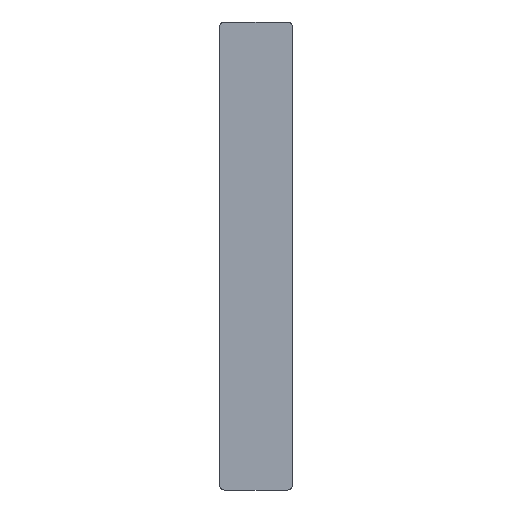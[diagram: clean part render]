
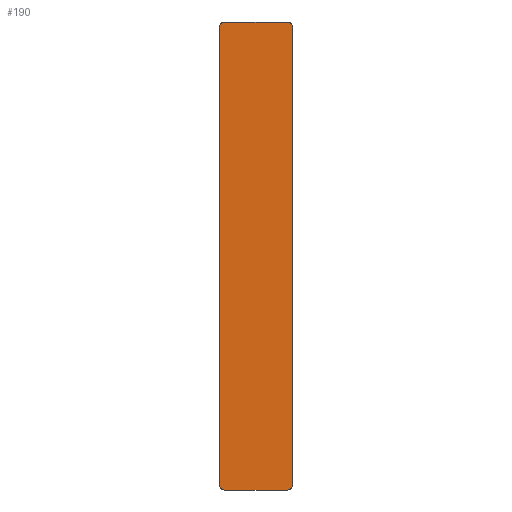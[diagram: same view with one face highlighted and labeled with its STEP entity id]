
A CAD part, left-side view. The second image highlights one B-rep face of the part: STEP entity #190.
In plain terms, the highlighted planar face has unit normal (-1, 0, 0).
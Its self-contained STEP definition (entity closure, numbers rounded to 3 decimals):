
#5 = DIRECTION ( 'NONE',  ( -1., 0., 0. ) ) ;
#10 = VECTOR ( 'NONE', #281, 1000. ) ;
#13 = CARTESIAN_POINT ( 'NONE',  ( -164.666, 0., 0. ) ) ;
#23 = VECTOR ( 'NONE', #360, 1000. ) ;
#29 = VERTEX_POINT ( 'NONE', #376 ) ;
#30 = AXIS2_PLACEMENT_3D ( 'NONE', #228, #94, #221 ) ;
#40 = VERTEX_POINT ( 'NONE', #341 ) ;
#42 = CIRCLE ( 'NONE', #64, 6.35 ) ;
#44 = VERTEX_POINT ( 'NONE', #371 ) ;
#47 = CIRCLE ( 'NONE', #30, 6.35 ) ;
#49 = LINE ( 'NONE', #127, #10 ) ;
#50 = ORIENTED_EDGE ( 'NONE', *, *, #311, .F. ) ;
#56 = ORIENTED_EDGE ( 'NONE', *, *, #327, .F. ) ;
#60 = DIRECTION ( 'NONE',  ( -1., 0., 0. ) ) ;
#64 = AXIS2_PLACEMENT_3D ( 'NONE', #216, #60, #128 ) ;
#66 = DIRECTION ( 'NONE',  ( -1., 0., 0. ) ) ;
#67 = VERTEX_POINT ( 'NONE', #122 ) ;
#71 = VECTOR ( 'NONE', #256, 1000. ) ;
#82 = EDGE_LOOP ( 'NONE', ( #50, #157, #56, #107, #119, #111, #98, #331 ) ) ;
#94 = DIRECTION ( 'NONE',  ( -1., 0., 0. ) ) ;
#97 = CIRCLE ( 'NONE', #374, 6.35 ) ;
#98 = ORIENTED_EDGE ( 'NONE', *, *, #284, .F. ) ;
#101 = VERTEX_POINT ( 'NONE', #204 ) ;
#104 = DIRECTION ( 'NONE',  ( 0., -1., 0. ) ) ;
#107 = ORIENTED_EDGE ( 'NONE', *, *, #149, .T. ) ;
#111 = ORIENTED_EDGE ( 'NONE', *, *, #264, .T. ) ;
#117 = CARTESIAN_POINT ( 'NONE',  ( -164.666, 0., 15.147 ) ) ;
#119 = ORIENTED_EDGE ( 'NONE', *, *, #219, .F. ) ;
#122 = CARTESIAN_POINT ( 'NONE',  ( -164.666, 79.403, 594.453 ) ) ;
#126 = LINE ( 'NONE', #117, #71 ) ;
#127 = CARTESIAN_POINT ( 'NONE',  ( -164.666, 0., 594.453 ) ) ;
#128 = DIRECTION ( 'NONE',  ( 0., 1., 0. ) ) ;
#141 = VERTEX_POINT ( 'NONE', #236 ) ;
#149 = EDGE_CURVE ( 'NONE', #67, #101, #47, .T. ) ;
#152 = CARTESIAN_POINT ( 'NONE',  ( -164.666, 85.753, 0. ) ) ;
#154 = FACE_OUTER_BOUND ( 'NONE', #82, .T. ) ;
#157 = ORIENTED_EDGE ( 'NONE', *, *, #354, .T. ) ;
#166 = CARTESIAN_POINT ( 'NONE',  ( -164.666, -4.853, 588.103 ) ) ;
#168 = CARTESIAN_POINT ( 'NONE',  ( -164.666, -4.853, 0. ) ) ;
#180 = LINE ( 'NONE', #152, #23 ) ;
#190 = ADVANCED_FACE ( 'NONE', ( #154 ), #246, .F. ) ;
#195 = DIRECTION ( 'NONE',  ( 0., 1., 0. ) ) ;
#204 = CARTESIAN_POINT ( 'NONE',  ( -164.666, 85.753, 588.103 ) ) ;
#207 = CARTESIAN_POINT ( 'NONE',  ( -164.666, 79.403, 21.497 ) ) ;
#216 = CARTESIAN_POINT ( 'NONE',  ( -164.666, 1.497, 588.103 ) ) ;
#219 = EDGE_CURVE ( 'NONE', #44, #101, #180, .T. ) ;
#221 = DIRECTION ( 'NONE',  ( 0., 1., 0. ) ) ;
#228 = CARTESIAN_POINT ( 'NONE',  ( -164.666, 79.403, 588.103 ) ) ;
#231 = CIRCLE ( 'NONE', #279, 6.35 ) ;
#236 = CARTESIAN_POINT ( 'NONE',  ( -164.666, 1.497, 15.147 ) ) ;
#246 = PLANE ( 'NONE',  #276 ) ;
#248 = VECTOR ( 'NONE', #340, 1000. ) ;
#253 = CARTESIAN_POINT ( 'NONE',  ( -164.666, 1.497, 21.497 ) ) ;
#256 = DIRECTION ( 'NONE',  ( 0., 1., 0. ) ) ;
#257 = DIRECTION ( 'NONE',  ( 1., 0., 0. ) ) ;
#260 = LINE ( 'NONE', #168, #248 ) ;
#262 = CARTESIAN_POINT ( 'NONE',  ( -164.666, -4.853, 21.497 ) ) ;
#264 = EDGE_CURVE ( 'NONE', #44, #40, #231, .T. ) ;
#276 = AXIS2_PLACEMENT_3D ( 'NONE', #13, #257, #104 ) ;
#279 = AXIS2_PLACEMENT_3D ( 'NONE', #207, #66, #349 ) ;
#281 = DIRECTION ( 'NONE',  ( 0., -1., 0. ) ) ;
#284 = EDGE_CURVE ( 'NONE', #141, #40, #126, .T. ) ;
#305 = EDGE_CURVE ( 'NONE', #141, #365, #97, .T. ) ;
#311 = EDGE_CURVE ( 'NONE', #359, #365, #260, .T. ) ;
#327 = EDGE_CURVE ( 'NONE', #67, #29, #49, .T. ) ;
#331 = ORIENTED_EDGE ( 'NONE', *, *, #305, .T. ) ;
#340 = DIRECTION ( 'NONE',  ( 0., 0., -1. ) ) ;
#341 = CARTESIAN_POINT ( 'NONE',  ( -164.666, 79.403, 15.147 ) ) ;
#349 = DIRECTION ( 'NONE',  ( 0., 1., 0. ) ) ;
#354 = EDGE_CURVE ( 'NONE', #359, #29, #42, .T. ) ;
#359 = VERTEX_POINT ( 'NONE', #166 ) ;
#360 = DIRECTION ( 'NONE',  ( 0., 0., 1. ) ) ;
#365 = VERTEX_POINT ( 'NONE', #262 ) ;
#371 = CARTESIAN_POINT ( 'NONE',  ( -164.666, 85.753, 21.497 ) ) ;
#374 = AXIS2_PLACEMENT_3D ( 'NONE', #253, #5, #195 ) ;
#376 = CARTESIAN_POINT ( 'NONE',  ( -164.666, 1.497, 594.453 ) ) ;
